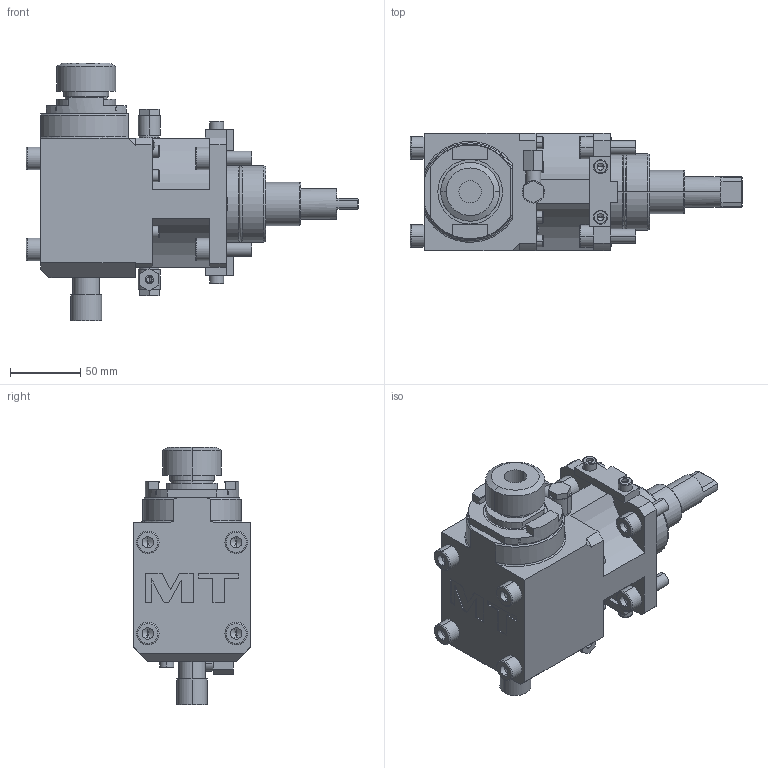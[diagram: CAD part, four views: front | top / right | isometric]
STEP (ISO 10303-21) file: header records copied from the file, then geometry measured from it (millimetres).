
FILE_DESCRIPTION((''),'2;1');
FILE_NAME('0052516L_CONF','2023-06-27T09:26:39',('gvalli'),('M.T. srl'),'CREO PARAMETRIC BY PTC INC, 2021072','CREO PARAMETRIC BY PTC INC, 2021072','');
FILE_SCHEMA(('CONFIG_CONTROL_DESIGN'));
Length unit declared in the file: millimetre
Products named in the file (1): 0052516L_CONF
Bounding box: 236.8 x 84 x 183.71 mm (x, y, z)
Volume: 1203774.5 mm3; surface area: 112491.3 mm2
Topology: 1 solids, 1 shells, 541 faces, 1275 edges, 783 vertices
Faces by surface type: plane 228, cylinder 203, cone 56, torus 48, sphere 4, extrusion 2
Entity records: 16167 total; most frequent: CARTESIAN_POINT 3480, DIRECTION 2828, ORIENTED_EDGE 2470, EDGE_CURVE 1235, AXIS2_PLACEMENT_3D 1094, VERTEX_POINT 783, VECTOR 640, LINE 638
